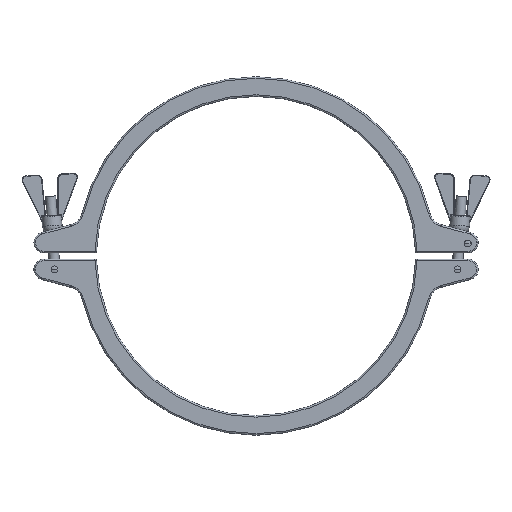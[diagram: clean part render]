
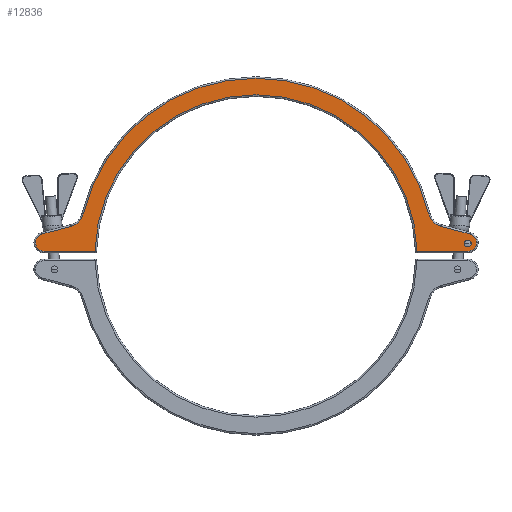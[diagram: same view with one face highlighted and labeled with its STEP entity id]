
A CAD part, top view. The second image highlights one B-rep face of the part: STEP entity #12836.
In plain terms, the highlighted planar face has unit normal (0, 0, 1).
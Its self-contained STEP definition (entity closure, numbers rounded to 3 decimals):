
#122 = VERTEX_POINT ( 'NONE', #1595 ) ;
#161 = DIRECTION ( 'NONE',  ( 0., 0., 1. ) ) ;
#368 = FACE_OUTER_BOUND ( 'NONE', #17499, .T. ) ;
#545 = DIRECTION ( 'NONE',  ( 0., 0., 1. ) ) ;
#823 = ORIENTED_EDGE ( 'NONE', *, *, #8551, .F. ) ;
#1061 = CARTESIAN_POINT ( 'NONE',  ( 207.2, 21.21, 12. ) ) ;
#1157 = DIRECTION ( 'NONE',  ( 1., 0., 0. ) ) ;
#1187 = AXIS2_PLACEMENT_3D ( 'NONE', #1882, #545, #11292 ) ;
#1243 = AXIS2_PLACEMENT_3D ( 'NONE', #16814, #10287, #12891 ) ;
#1325 = ORIENTED_EDGE ( 'NONE', *, *, #1708, .T. ) ;
#1406 = ORIENTED_EDGE ( 'NONE', *, *, #2030, .T. ) ;
#1595 = CARTESIAN_POINT ( 'NONE',  ( 208.3, 12., 12. ) ) ;
#1708 = EDGE_CURVE ( 'NONE', #5539, #8223, #11556, .T. ) ;
#1788 = FACE_BOUND ( 'NONE', #5766, .T. ) ;
#1843 = DIRECTION ( 'NONE',  ( 0., 0., -1. ) ) ;
#1882 = CARTESIAN_POINT ( 'NONE',  ( 0., 0., 12. ) ) ;
#2030 = EDGE_CURVE ( 'NONE', #15754, #5539, #3516, .T. ) ;
#2065 = VECTOR ( 'NONE', #7448, 1000. ) ;
#2311 = CARTESIAN_POINT ( 'NONE',  ( 0., 0., 12. ) ) ;
#2400 = CIRCLE ( 'NONE', #3822, 156. ) ;
#2700 = AXIS2_PLACEMENT_3D ( 'NONE', #15825, #10201, #13058 ) ;
#2921 = CARTESIAN_POINT ( 'NONE',  ( 178.841, 28.809, 12. ) ) ;
#3043 = CARTESIAN_POINT ( 'NONE',  ( 205., 12., 12. ) ) ;
#3190 = ORIENTED_EDGE ( 'NONE', *, *, #16885, .T. ) ;
#3313 = ORIENTED_EDGE ( 'NONE', *, *, #6830, .T. ) ;
#3516 = LINE ( 'NONE', #15697, #14969 ) ;
#3822 = AXIS2_PLACEMENT_3D ( 'NONE', #12678, #1843, #10069 ) ;
#3915 = DIRECTION ( 'NONE',  ( 0., 0., 1. ) ) ;
#3977 = EDGE_CURVE ( 'NONE', #5472, #10052, #9669, .T. ) ;
#4275 = EDGE_CURVE ( 'NONE', #8223, #16415, #7772, .T. ) ;
#4282 = CARTESIAN_POINT ( 'NONE',  ( 167.084, 40.83, 12. ) ) ;
#4312 = EDGE_CURVE ( 'NONE', #16079, #12905, #14847, .T. ) ;
#4363 = CIRCLE ( 'NONE', #9237, 8.5 ) ;
#4676 = AXIS2_PLACEMENT_3D ( 'NONE', #16165, #14733, #8010 ) ;
#4836 = DIRECTION ( 'NONE',  ( -0.966, 0.259, 0. ) ) ;
#4957 = AXIS2_PLACEMENT_3D ( 'NONE', #13499, #9469, #11096 ) ;
#5245 = CARTESIAN_POINT ( 'NONE',  ( 213.5, 13., 12. ) ) ;
#5472 = VERTEX_POINT ( 'NONE', #6168 ) ;
#5539 = VERTEX_POINT ( 'NONE', #2921 ) ;
#5717 = CIRCLE ( 'NONE', #9744, 8.5 ) ;
#5766 = EDGE_LOOP ( 'NONE', ( #6885, #823 ) ) ;
#5934 = VERTEX_POINT ( 'NONE', #17104 ) ;
#6009 = CARTESIAN_POINT ( 'NONE',  ( 205., 13., 12. ) ) ;
#6168 = CARTESIAN_POINT ( 'NONE',  ( -205., 4.5, 12. ) ) ;
#6195 = DIRECTION ( 'NONE',  ( 0., 0., 1. ) ) ;
#6338 = CARTESIAN_POINT ( 'NONE',  ( -155.935, 4.5, 12. ) ) ;
#6456 = VECTOR ( 'NONE', #11203, 1000. ) ;
#6482 = VERTEX_POINT ( 'NONE', #5245 ) ;
#6520 = EDGE_CURVE ( 'NONE', #16415, #16079, #8984, .T. ) ;
#6604 = CARTESIAN_POINT ( 'NONE',  ( -167.084, 40.83, 12. ) ) ;
#6625 = ORIENTED_EDGE ( 'NONE', *, *, #6520, .T. ) ;
#6830 = EDGE_CURVE ( 'NONE', #10052, #13295, #2400, .T. ) ;
#6885 = ORIENTED_EDGE ( 'NONE', *, *, #17682, .F. ) ;
#7448 = DIRECTION ( 'NONE',  ( 1., 0., 0. ) ) ;
#7495 = AXIS2_PLACEMENT_3D ( 'NONE', #2311, #3915, #1157 ) ;
#7772 = CIRCLE ( 'NONE', #7495, 172. ) ;
#8010 = DIRECTION ( 'NONE',  ( 1., 0., 0. ) ) ;
#8223 = VERTEX_POINT ( 'NONE', #4282 ) ;
#8311 = CARTESIAN_POINT ( 'NONE',  ( 155.935, 4.5, 12. ) ) ;
#8466 = DIRECTION ( 'NONE',  ( 1., 0., 0. ) ) ;
#8505 = DIRECTION ( 'NONE',  ( 1., 0., 0. ) ) ;
#8548 = ORIENTED_EDGE ( 'NONE', *, *, #12232, .T. ) ;
#8551 = EDGE_CURVE ( 'NONE', #122, #5934, #12159, .T. ) ;
#8632 = VECTOR ( 'NONE', #17260, 1000. ) ;
#8980 = LINE ( 'NONE', #11762, #2065 ) ;
#8984 = CIRCLE ( 'NONE', #4957, 16.5 ) ;
#9237 = AXIS2_PLACEMENT_3D ( 'NONE', #6009, #6195, #11680 ) ;
#9431 = ORIENTED_EDGE ( 'NONE', *, *, #16658, .T. ) ;
#9469 = DIRECTION ( 'NONE',  ( 0., 0., -1. ) ) ;
#9484 = CIRCLE ( 'NONE', #11784, 3.3 ) ;
#9669 = LINE ( 'NONE', #16382, #6456 ) ;
#9744 = AXIS2_PLACEMENT_3D ( 'NONE', #15277, #161, #8466 ) ;
#10052 = VERTEX_POINT ( 'NONE', #6338 ) ;
#10069 = DIRECTION ( 'NONE',  ( 1., 0., 0. ) ) ;
#10201 = DIRECTION ( 'NONE',  ( 0., 0., 1. ) ) ;
#10287 = DIRECTION ( 'NONE',  ( 0., 0., -1. ) ) ;
#10774 = VERTEX_POINT ( 'NONE', #16316 ) ;
#10777 = ORIENTED_EDGE ( 'NONE', *, *, #3977, .T. ) ;
#11096 = DIRECTION ( 'NONE',  ( 1., 0., 0. ) ) ;
#11203 = DIRECTION ( 'NONE',  ( 1., 0., 0. ) ) ;
#11292 = DIRECTION ( 'NONE',  ( 1., 0., 0. ) ) ;
#11550 = CARTESIAN_POINT ( 'NONE',  ( -207.2, 21.21, 12. ) ) ;
#11556 = CIRCLE ( 'NONE', #1243, 16.5 ) ;
#11680 = DIRECTION ( 'NONE',  ( 1., 0., 0. ) ) ;
#11749 = ORIENTED_EDGE ( 'NONE', *, *, #13933, .T. ) ;
#11762 = CARTESIAN_POINT ( 'NONE',  ( 205., 4.5, 12. ) ) ;
#11784 = AXIS2_PLACEMENT_3D ( 'NONE', #3043, #12467, #8505 ) ;
#11809 = CARTESIAN_POINT ( 'NONE',  ( -207.2, 21.21, 12. ) ) ;
#12159 = CIRCLE ( 'NONE', #4676, 3.3 ) ;
#12232 = EDGE_CURVE ( 'NONE', #12905, #5472, #5717, .T. ) ;
#12467 = DIRECTION ( 'NONE',  ( 0., 0., 1. ) ) ;
#12468 = ORIENTED_EDGE ( 'NONE', *, *, #4275, .T. ) ;
#12678 = CARTESIAN_POINT ( 'NONE',  ( 0., 0., 12. ) ) ;
#12836 = ADVANCED_FACE ( 'NONE', ( #368, #1788 ), #15657, .T. ) ;
#12891 = DIRECTION ( 'NONE',  ( 1., 0., 0. ) ) ;
#12905 = VERTEX_POINT ( 'NONE', #11550 ) ;
#13058 = DIRECTION ( 'NONE',  ( 1., 0., 0. ) ) ;
#13295 = VERTEX_POINT ( 'NONE', #8311 ) ;
#13499 = CARTESIAN_POINT ( 'NONE',  ( -183.112, 44.747, 12. ) ) ;
#13933 = EDGE_CURVE ( 'NONE', #13295, #10774, #8980, .T. ) ;
#14733 = DIRECTION ( 'NONE',  ( 0., 0., 1. ) ) ;
#14847 = LINE ( 'NONE', #11809, #8632 ) ;
#14880 = CARTESIAN_POINT ( 'NONE',  ( -178.841, 28.809, 12. ) ) ;
#14969 = VECTOR ( 'NONE', #4836, 1000. ) ;
#15277 = CARTESIAN_POINT ( 'NONE',  ( -205., 13., 12. ) ) ;
#15295 = CIRCLE ( 'NONE', #2700, 8.5 ) ;
#15657 = PLANE ( 'NONE',  #1187 ) ;
#15697 = CARTESIAN_POINT ( 'NONE',  ( 178.841, 28.809, 12. ) ) ;
#15754 = VERTEX_POINT ( 'NONE', #1061 ) ;
#15825 = CARTESIAN_POINT ( 'NONE',  ( 205., 13., 12. ) ) ;
#16079 = VERTEX_POINT ( 'NONE', #14880 ) ;
#16165 = CARTESIAN_POINT ( 'NONE',  ( 205., 12., 12. ) ) ;
#16193 = ORIENTED_EDGE ( 'NONE', *, *, #4312, .T. ) ;
#16316 = CARTESIAN_POINT ( 'NONE',  ( 205., 4.5, 12. ) ) ;
#16382 = CARTESIAN_POINT ( 'NONE',  ( -154.471, 4.5, 12. ) ) ;
#16415 = VERTEX_POINT ( 'NONE', #6604 ) ;
#16658 = EDGE_CURVE ( 'NONE', #10774, #6482, #15295, .T. ) ;
#16814 = CARTESIAN_POINT ( 'NONE',  ( 183.112, 44.747, 12. ) ) ;
#16885 = EDGE_CURVE ( 'NONE', #6482, #15754, #4363, .T. ) ;
#17104 = CARTESIAN_POINT ( 'NONE',  ( 201.7, 12., 12. ) ) ;
#17260 = DIRECTION ( 'NONE',  ( -0.966, -0.259, 0. ) ) ;
#17499 = EDGE_LOOP ( 'NONE', ( #10777, #3313, #11749, #9431, #3190, #1406, #1325, #12468, #6625, #16193, #8548 ) ) ;
#17682 = EDGE_CURVE ( 'NONE', #5934, #122, #9484, .T. ) ;
